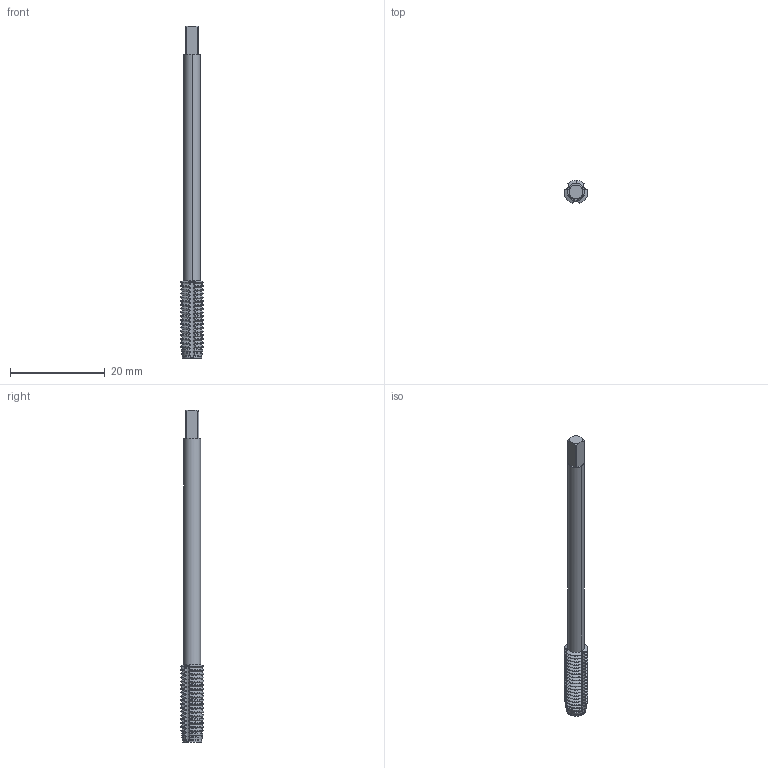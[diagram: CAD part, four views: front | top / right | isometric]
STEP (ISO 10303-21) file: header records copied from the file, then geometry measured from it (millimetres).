
FILE_DESCRIPTION(('no description'),'unknown implementation level');
FILE_NAME('solid1YXoH_Ll6U_quttYXPpLE56ackg_1.STP',' ',('CIM GmbH Aachen'),('CADClick - KiM GmbH - www.kimweb.de'),'unknown preprocess','ACIS','unknown authorization');
FILE_SCHEMA(('automotive_design'));
Length unit declared in the file: millimetre
Products named in the file (2): 1; 2
Bounding box: 5 x 4.89 x 70 mm (x, y, z)
Volume: 745.6 mm3; surface area: 1349.1 mm2
Topology: 2 solids, 2 shells, 438 faces, 1214 edges, 780 vertices
Faces by surface type: cone 230, cylinder 188, plane 17, torus 3
Entity records: 29309 total; most frequent: CARTESIAN_POINT 4751, STYLED_ITEM 2434, PRESENTATION_STYLE_ASSIGNMENT 2434, COLOUR_RGB 2434, ORIENTED_EDGE 2428, DIRECTION 2295, EDGE_CURVE 1214, CURVE_STYLE 1214
